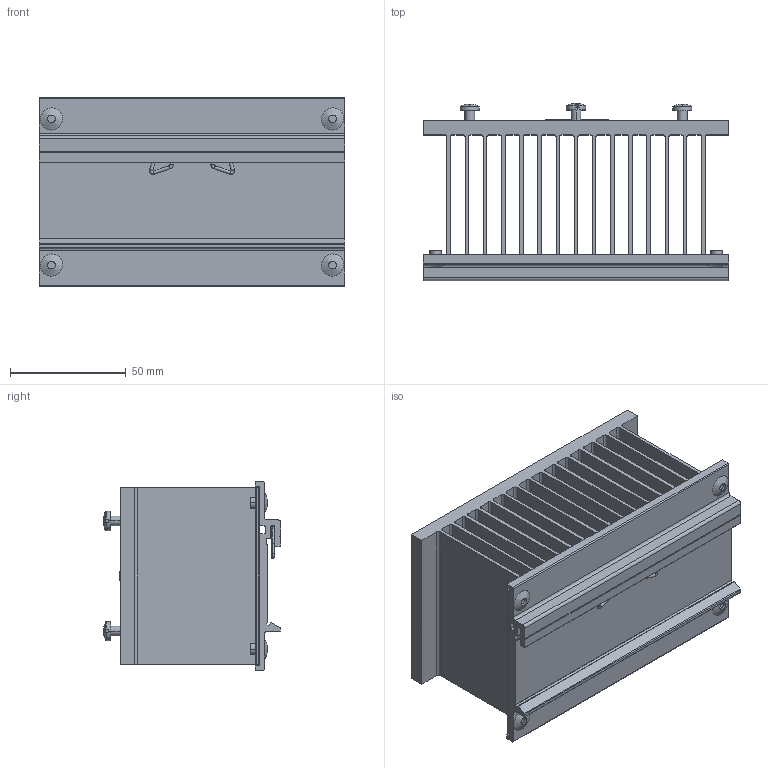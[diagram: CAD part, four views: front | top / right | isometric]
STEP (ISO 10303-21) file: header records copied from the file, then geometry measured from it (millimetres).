
FILE_DESCRIPTION (( 'STEP AP214' ), '1' );
FILE_NAME ('107513.STEP', '2016-12-08T23:44:33', ( '' ), ( '' ), 'SwSTEP 2.0', 'SolidWorks 2015', '' );
FILE_SCHEMA (( 'AUTOMOTIVE_DESIGN' ));
Length unit declared in the file: inch
Products named in the file (1): 107513
Bounding box: 132.08 x 76.75 x 81.8 mm (x, y, z)
Surface area: 179045.5 mm2 (no closed solid volume)
Topology: 0 solids, 346 shells, 369 faces, 1980 edges, 1957 vertices
Faces by surface type: plane 194, cylinder 117, bspline 49, cone 9
Entity records: 29819 total; most frequent: CARTESIAN_POINT 11053, DIRECTION 2425, ORIENTED_EDGE 2013, EDGE_CURVE 1980, VERTEX_POINT 1957, LINE 1199, VECTOR 1199, AXIS2_PLACEMENT_3D 613
